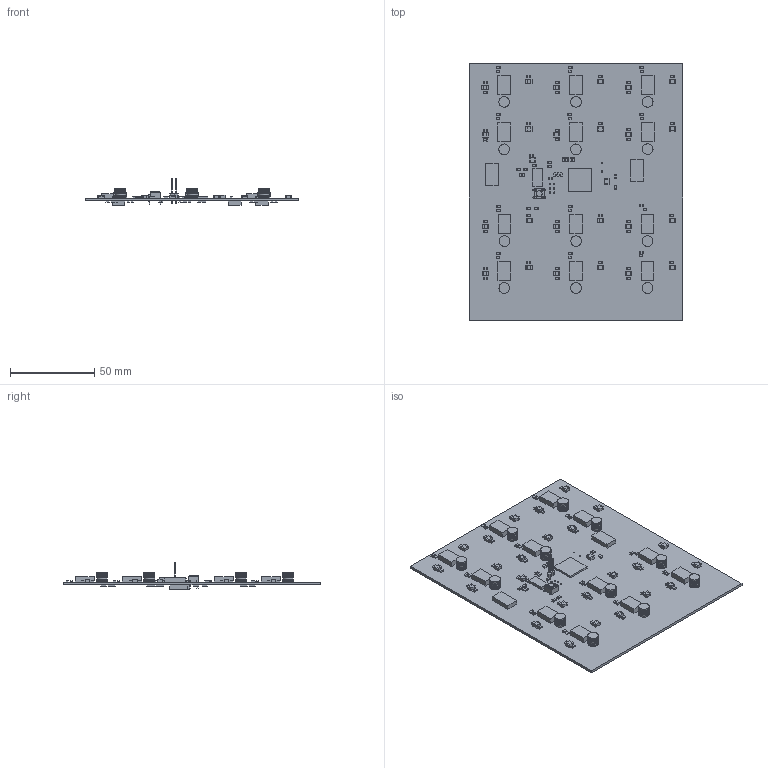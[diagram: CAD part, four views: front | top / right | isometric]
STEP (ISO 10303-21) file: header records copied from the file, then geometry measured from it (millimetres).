
FILE_DESCRIPTION(('Open CASCADE Model'),'2;1');
FILE_NAME('Open CASCADE Shape Model','2013-01-26T03:57:55',('Author'),( 'Open CASCADE'),'Open CASCADE STEP processor 6.2','Open CASCADE 6.2' ,'Unknown');
FILE_SCHEMA(('AUTOMOTIVE_DESIGN { 1 0 10303 214 1 1 1 1 }'));
Length unit declared in the file: millimetre
Products named in the file (225): PCB; Board; 1; 637163408; Extruded; 637148944; R9; 637148432; 637159056; R8; Open CASCADE STEP translator 6.2 4.5; OMRON-B3F_1000; OMRON-B3F_1000_B3F_1000_BUTTON; OMRON-B3F_1000_B3F_1000_BASE; 10k; U7; 637158160; U8; U6; 637159440; U5; 637148176; U3; 637148304; U2; U1; R57; 488906944; 488907072; R56; R55; R54; R53; R52; R51; R50; R49; R48; R47; R46 ...
Assembly tree (678 placements, depth 4):
  PCB
    Board
    1
      637163408  x2
        Extruded
      637148944  x2
        Extruded
    R9
      637148432  x2
        Extruded
      637159056
        Extruded
    R8
      637148432  x2
        Extruded
      637159056
        Extruded
    Open CASCADE STEP translator 6.2 4.5
      OMRON-B3F_1000
        OMRON-B3F_1000_B3F_1000_BUTTON
        OMRON-B3F_1000_B3F_1000_BASE
    10k
      637148432  x2
        Extruded
      637159056
        Extruded
    U7
      637158160
        Extruded
    U8
      637158160
        Extruded
    U6
      637159440
        Extruded
    U5
      637148176
        Extruded
    U3
      637148304
        Extruded
    U2
      637148304
        Extruded
    U1
      637158160
        Extruded
    R57
      488906944  x2
        Extruded
      488907072
        Extruded
    R56
      488906944  x2
        Extruded
      488907072
        Extruded
    R55
      488906944  x2
        Extruded
Bounding box: 127 x 152.4 x 15.91 mm (x, y, z)
Volume: 38634 mm3; surface area: 51970.9 mm2
Topology: 480 solids, 480 shells, 3399 faces, 7286 edges, 4856 vertices
Faces by surface type: plane 3373, cylinder 26
Full cylindrical faces by diameter (mm): 0.7 x2, 0.889 x2, 0.9 x6, 1 x4
Entity records: 23874 total; most frequent: DIRECTION 3750, CARTESIAN_POINT 3528, LINE 1732, VECTOR 1732, ORIENTED_EDGE 1256, PCURVE 1256, DEFINITIONAL_REPRESENTATION 1256, AXIS2_PLACEMENT_3D 1002
